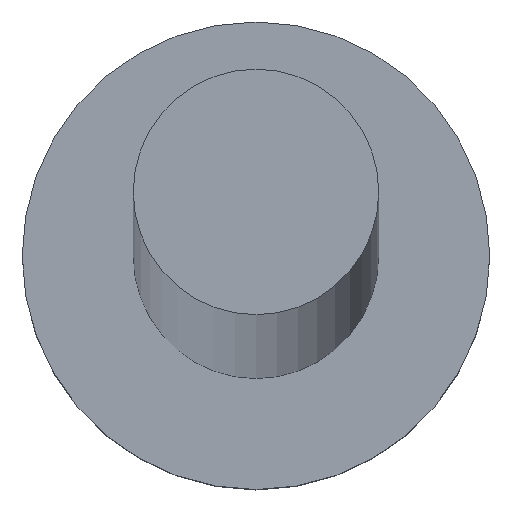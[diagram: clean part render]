
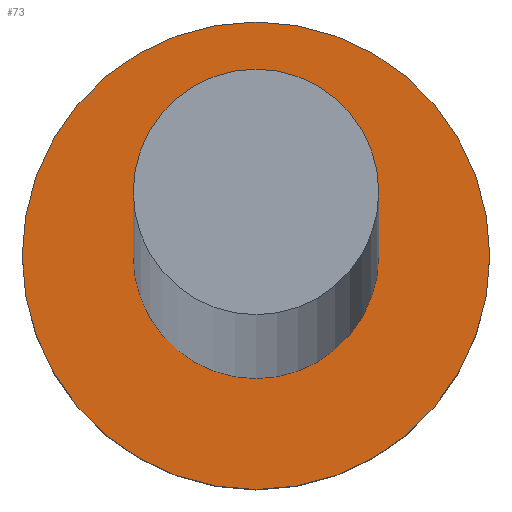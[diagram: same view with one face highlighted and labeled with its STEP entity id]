
A CAD part, top view. The second image highlights one B-rep face of the part: STEP entity #73.
In plain terms, the highlighted planar face has unit normal (0, 0, 1).
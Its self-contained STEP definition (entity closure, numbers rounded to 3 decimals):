
#4 = EDGE_LOOP ( 'NONE', ( #40, #90 ) ) ;
#5 = VERTEX_POINT ( 'NONE', #6 ) ;
#6 = CARTESIAN_POINT ( 'NONE',  ( -2.1, 0., 4. ) ) ;
#16 = DIRECTION ( 'NONE',  ( 0., 0., 1. ) ) ;
#17 = CARTESIAN_POINT ( 'NONE',  ( -4., 0., 4. ) ) ;
#20 = VERTEX_POINT ( 'NONE', #29 ) ;
#29 = CARTESIAN_POINT ( 'NONE',  ( 4., 0., 4. ) ) ;
#31 = DIRECTION ( 'NONE',  ( 0., 0., 1. ) ) ;
#34 = DIRECTION ( 'NONE',  ( 1., 0., 0. ) ) ;
#40 = ORIENTED_EDGE ( 'NONE', *, *, #228, .T. ) ;
#45 = EDGE_LOOP ( 'NONE', ( #204, #147 ) ) ;
#51 = CARTESIAN_POINT ( 'NONE',  ( 0., 0., 4. ) ) ;
#54 = DIRECTION ( 'NONE',  ( 1., 0., 0. ) ) ;
#73 = ADVANCED_FACE ( 'NONE', ( #167, #225 ), #86, .T. ) ;
#86 = PLANE ( 'NONE',  #160 ) ;
#90 = ORIENTED_EDGE ( 'NONE', *, *, #156, .T. ) ;
#93 = DIRECTION ( 'NONE',  ( 1., 0., 0. ) ) ;
#123 = CARTESIAN_POINT ( 'NONE',  ( 0., 0., 4. ) ) ;
#126 = CARTESIAN_POINT ( 'NONE',  ( 0., 0., 4. ) ) ;
#127 = EDGE_CURVE ( 'NONE', #153, #5, #223, .T. ) ;
#129 = DIRECTION ( 'NONE',  ( 0., 0., 1. ) ) ;
#132 = CIRCLE ( 'NONE', #175, 4. ) ;
#140 = AXIS2_PLACEMENT_3D ( 'NONE', #123, #31, #181 ) ;
#142 = CARTESIAN_POINT ( 'NONE',  ( 0., 0., 4. ) ) ;
#143 = EDGE_CURVE ( 'NONE', #5, #153, #177, .T. ) ;
#144 = DIRECTION ( 'NONE',  ( 0., 0., 1. ) ) ;
#147 = ORIENTED_EDGE ( 'NONE', *, *, #127, .F. ) ;
#151 = CARTESIAN_POINT ( 'NONE',  ( 0., 0., 4. ) ) ;
#153 = VERTEX_POINT ( 'NONE', #191 ) ;
#156 = EDGE_CURVE ( 'NONE', #20, #235, #188, .T. ) ;
#160 = AXIS2_PLACEMENT_3D ( 'NONE', #126, #162, #54 ) ;
#162 = DIRECTION ( 'NONE',  ( 0., 0., 1. ) ) ;
#167 = FACE_BOUND ( 'NONE', #45, .T. ) ;
#168 = DIRECTION ( 'NONE',  ( 1., 0., 0. ) ) ;
#175 = AXIS2_PLACEMENT_3D ( 'NONE', #51, #16, #34 ) ;
#177 = CIRCLE ( 'NONE', #209, 2.1 ) ;
#181 = DIRECTION ( 'NONE',  ( 1., 0., 0. ) ) ;
#187 = AXIS2_PLACEMENT_3D ( 'NONE', #151, #129, #93 ) ;
#188 = CIRCLE ( 'NONE', #187, 4. ) ;
#191 = CARTESIAN_POINT ( 'NONE',  ( 2.1, 0., 4. ) ) ;
#204 = ORIENTED_EDGE ( 'NONE', *, *, #143, .F. ) ;
#209 = AXIS2_PLACEMENT_3D ( 'NONE', #142, #144, #168 ) ;
#223 = CIRCLE ( 'NONE', #140, 2.1 ) ;
#225 = FACE_OUTER_BOUND ( 'NONE', #4, .T. ) ;
#228 = EDGE_CURVE ( 'NONE', #235, #20, #132, .T. ) ;
#235 = VERTEX_POINT ( 'NONE', #17 ) ;
